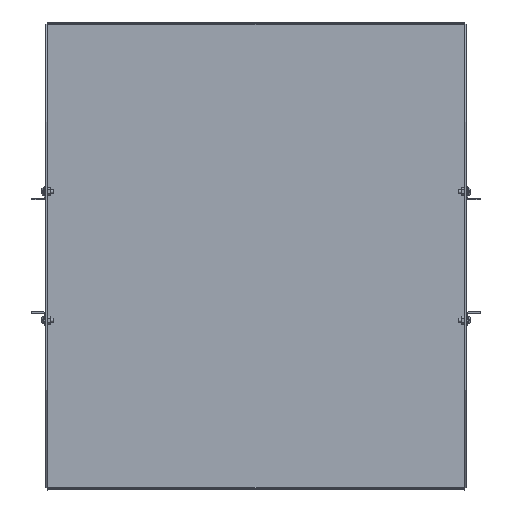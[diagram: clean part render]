
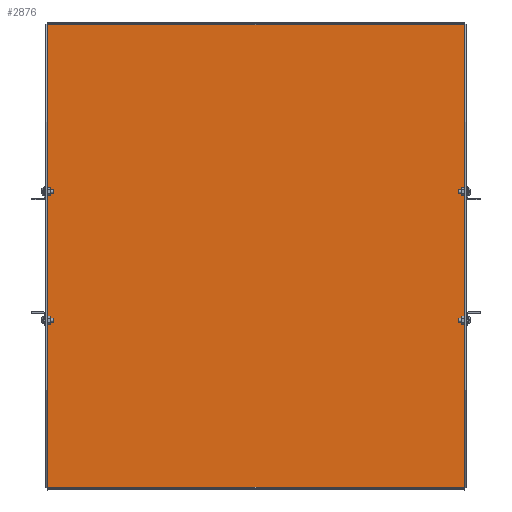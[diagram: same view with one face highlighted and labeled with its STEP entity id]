
A CAD part, top view. The second image highlights one B-rep face of the part: STEP entity #2876.
In plain terms, the highlighted planar face has unit normal (0, 0, 1).
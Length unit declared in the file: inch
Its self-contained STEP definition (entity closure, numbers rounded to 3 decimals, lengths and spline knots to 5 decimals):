
#75 = FACE_OUTER_BOUND ( 'NONE', #848, .T. ) ;
#225 = CARTESIAN_POINT ( 'NONE',  ( 10.6695, 11.857, 0. ) ) ;
#609 = CARTESIAN_POINT ( 'NONE',  ( 10.6695, -11.857, 0. ) ) ;
#848 = EDGE_LOOP ( 'NONE', ( #8553, #13562, #5873, #6486 ) ) ;
#983 = VECTOR ( 'NONE', #4600, 39.37008 ) ;
#1022 = CARTESIAN_POINT ( 'NONE',  ( 10.6695, -11.857, 0. ) ) ;
#1662 = LINE ( 'NONE', #5209, #14191 ) ;
#1933 = LINE ( 'NONE', #1022, #4158 ) ;
#2191 = PLANE ( 'NONE',  #4324 ) ;
#2418 = LINE ( 'NONE', #11384, #983 ) ;
#2876 = ADVANCED_FACE ( 'NONE', ( #75 ), #2191, .T. ) ;
#4158 = VECTOR ( 'NONE', #4495, 39.37008 ) ;
#4324 = AXIS2_PLACEMENT_3D ( 'NONE', #11377, #10297, #4591 ) ;
#4495 = DIRECTION ( 'NONE',  ( 1., 0., 0. ) ) ;
#4591 = DIRECTION ( 'NONE',  ( 1., 0., 0. ) ) ;
#4597 = EDGE_CURVE ( 'NONE', #13175, #7316, #6164, .T. ) ;
#4600 = DIRECTION ( 'NONE',  ( 0., -1., 0. ) ) ;
#4897 = VERTEX_POINT ( 'NONE', #9758 ) ;
#5209 = CARTESIAN_POINT ( 'NONE',  ( 10.6695, -11.857, 0. ) ) ;
#5252 = DIRECTION ( 'NONE',  ( -1., 0., 0. ) ) ;
#5873 = ORIENTED_EDGE ( 'NONE', *, *, #4597, .T. ) ;
#6164 = LINE ( 'NONE', #11797, #13290 ) ;
#6182 = DIRECTION ( 'NONE',  ( 0., 1., 0. ) ) ;
#6486 = ORIENTED_EDGE ( 'NONE', *, *, #8173, .T. ) ;
#7316 = VERTEX_POINT ( 'NONE', #8637 ) ;
#8173 = EDGE_CURVE ( 'NONE', #7316, #4897, #2418, .T. ) ;
#8553 = ORIENTED_EDGE ( 'NONE', *, *, #9343, .T. ) ;
#8637 = CARTESIAN_POINT ( 'NONE',  ( -10.6695, 11.857, 0. ) ) ;
#9343 = EDGE_CURVE ( 'NONE', #4897, #14538, #1933, .T. ) ;
#9758 = CARTESIAN_POINT ( 'NONE',  ( -10.6695, -11.857, 0. ) ) ;
#10297 = DIRECTION ( 'NONE',  ( 0., 0., 1. ) ) ;
#11377 = CARTESIAN_POINT ( 'NONE',  ( -10.6695, -12., 0. ) ) ;
#11384 = CARTESIAN_POINT ( 'NONE',  ( -10.6695, 11.857, 0. ) ) ;
#11797 = CARTESIAN_POINT ( 'NONE',  ( -10.6695, 11.857, 0. ) ) ;
#12376 = EDGE_CURVE ( 'NONE', #14538, #13175, #1662, .T. ) ;
#13175 = VERTEX_POINT ( 'NONE', #225 ) ;
#13290 = VECTOR ( 'NONE', #5252, 39.37008 ) ;
#13562 = ORIENTED_EDGE ( 'NONE', *, *, #12376, .T. ) ;
#14191 = VECTOR ( 'NONE', #6182, 39.37008 ) ;
#14538 = VERTEX_POINT ( 'NONE', #609 ) ;
